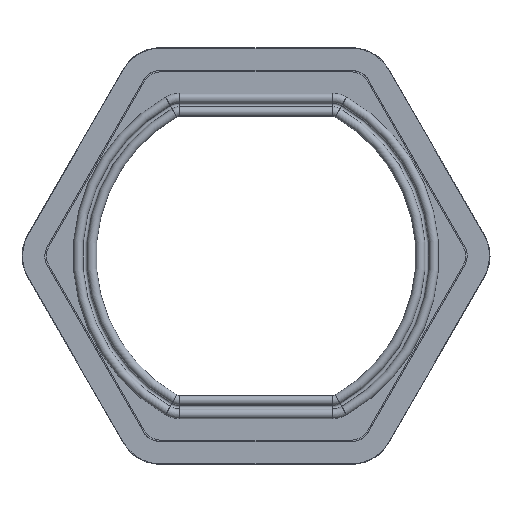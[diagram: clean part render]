
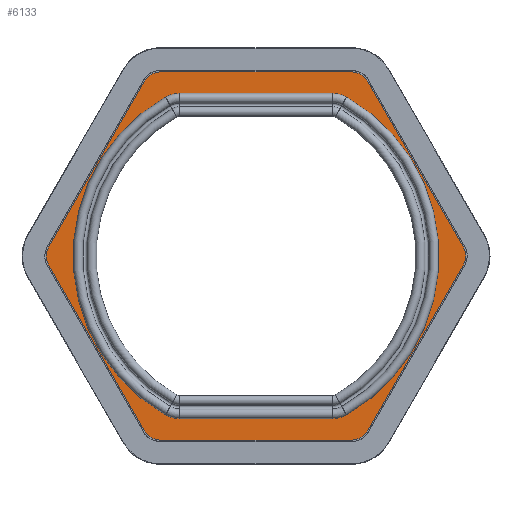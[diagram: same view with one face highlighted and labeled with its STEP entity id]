
A CAD part, front view. The second image highlights one B-rep face of the part: STEP entity #6133.
In plain terms, the highlighted planar face has unit normal (0, -1, 0).
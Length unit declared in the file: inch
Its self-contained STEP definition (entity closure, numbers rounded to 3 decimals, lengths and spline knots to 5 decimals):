
#1932=CARTESIAN_POINT('',(0.,0.,0.));
#1933=DIRECTION('',(0.,-1.,0.));
#1934=DIRECTION('',(0.495,0.,-0.869));
#1935=AXIS2_PLACEMENT_3D('',#1932,#1933,#1934);
#1947=CARTESIAN_POINT('',(-0.39187,0.,-0.67874));
#1948=DIRECTION('',(0.,-1.,0.));
#1949=DIRECTION('',(-0.866,0.,-0.5));
#1950=AXIS2_PLACEMENT_3D('',#1947,#1948,#1949);
#1952=DIRECTION('',(-0.5,0.,0.866));
#1953=VECTOR('',#1952,0.78374);
#1954=CARTESIAN_POINT('',(-0.45836,0.,-0.71713));
#1955=LINE('',#1954,#1953);
#1956=CARTESIAN_POINT('',(-0.78374,0.,0.));
#1957=DIRECTION('',(0.,-1.,0.));
#1958=DIRECTION('',(-0.866,0.,0.5));
#1959=AXIS2_PLACEMENT_3D('',#1956,#1957,#1958);
#1961=DIRECTION('',(0.5,0.,0.866));
#1962=VECTOR('',#1961,0.78374);
#1963=CARTESIAN_POINT('',(-0.85023,0.,0.03839));
#1964=LINE('',#1963,#1962);
#1965=CARTESIAN_POINT('',(-0.39187,0.,0.67874));
#1966=DIRECTION('',(0.,-1.,0.));
#1967=DIRECTION('',(0.,0.,1.));
#1968=AXIS2_PLACEMENT_3D('',#1965,#1966,#1967);
#1970=DIRECTION('',(1.,0.,0.));
#1971=VECTOR('',#1970,0.78374);
#1972=CARTESIAN_POINT('',(-0.39187,0.,0.75551));
#1973=LINE('',#1972,#1971);
#1974=CARTESIAN_POINT('',(0.39187,0.,0.67874));
#1975=DIRECTION('',(0.,-1.,0.));
#1976=DIRECTION('',(0.866,0.,0.5));
#1977=AXIS2_PLACEMENT_3D('',#1974,#1975,#1976);
#1979=DIRECTION('',(0.5,0.,-0.866));
#1980=VECTOR('',#1979,0.78374);
#1981=CARTESIAN_POINT('',(0.45836,0.,0.71713));
#1982=LINE('',#1981,#1980);
#1983=CARTESIAN_POINT('',(0.78374,0.,0.));
#1984=DIRECTION('',(0.,-1.,0.));
#1985=DIRECTION('',(0.866,0.,-0.5));
#1986=AXIS2_PLACEMENT_3D('',#1983,#1984,#1985);
#1988=DIRECTION('',(-0.5,0.,-0.866));
#1989=VECTOR('',#1988,0.78374);
#1990=CARTESIAN_POINT('',(0.85023,0.,-0.03839));
#1991=LINE('',#1990,#1989);
#1992=CARTESIAN_POINT('',(0.39187,0.,-0.67874));
#1993=DIRECTION('',(0.,-1.,0.));
#1994=DIRECTION('',(0.,0.,-1.));
#1995=AXIS2_PLACEMENT_3D('',#1992,#1993,#1994);
#1997=DIRECTION('',(-1.,0.,0.));
#1998=VECTOR('',#1997,0.78374);
#1999=CARTESIAN_POINT('',(0.39187,0.,-0.75551));
#2000=LINE('',#1999,#1998);
#2251=DIRECTION('',(1.,0.,0.));
#2252=VECTOR('',#2251,0.63025);
#2253=CARTESIAN_POINT('',(-0.31512,0.,-0.6673));
#2254=LINE('',#2253,#2252);
#2255=CARTESIAN_POINT('',(0.31512,0.,-0.55315));
#2256=DIRECTION('',(0.,-1.,0.));
#2257=DIRECTION('',(0.,0.,-1.));
#2258=AXIS2_PLACEMENT_3D('',#2255,#2256,#2257);
#2270=CARTESIAN_POINT('',(-0.31512,0.,-0.55315));
#2271=DIRECTION('',(0.,-1.,0.));
#2272=DIRECTION('',(-0.495,0.,-0.869));
#2273=AXIS2_PLACEMENT_3D('',#2270,#2271,#2272);
#2290=CARTESIAN_POINT('',(0.,0.,0.));
#2291=DIRECTION('',(0.,-1.,0.));
#2292=DIRECTION('',(-0.495,0.,0.869));
#2293=AXIS2_PLACEMENT_3D('',#2290,#2291,#2292);
#2305=CARTESIAN_POINT('',(-0.31512,0.,0.55315));
#2306=DIRECTION('',(0.,-1.,0.));
#2307=DIRECTION('',(0.,0.,1.));
#2308=AXIS2_PLACEMENT_3D('',#2305,#2306,#2307);
#2324=DIRECTION('',(-1.,0.,0.));
#2325=VECTOR('',#2324,0.63025);
#2326=CARTESIAN_POINT('',(0.31512,0.,0.6673));
#2327=LINE('',#2326,#2325);
#2333=CARTESIAN_POINT('',(0.31512,0.,0.55315));
#2334=DIRECTION('',(0.,-1.,0.));
#2335=DIRECTION('',(0.495,0.,0.869));
#2336=AXIS2_PLACEMENT_3D('',#2333,#2334,#2335);
#2615=CARTESIAN_POINT('',(-0.31512,0.,-0.6673));
#2616=CARTESIAN_POINT('',(0.31512,0.,-0.6673));
#2617=VERTEX_POINT('',#2615);
#2618=VERTEX_POINT('',#2616);
#2619=CARTESIAN_POINT('',(0.37163,0.,-0.65233));
#2620=VERTEX_POINT('',#2619);
#2623=CARTESIAN_POINT('',(0.37163,0.,0.65233));
#2624=VERTEX_POINT('',#2623);
#2627=CARTESIAN_POINT('',(0.31512,0.,0.6673));
#2628=VERTEX_POINT('',#2627);
#2633=CARTESIAN_POINT('',(-0.31512,0.,0.6673));
#2634=VERTEX_POINT('',#2633);
#2635=CARTESIAN_POINT('',(-0.37163,0.,0.65233));
#2636=VERTEX_POINT('',#2635);
#2639=CARTESIAN_POINT('',(-0.37163,0.,-0.65233));
#2640=VERTEX_POINT('',#2639);
#2643=CARTESIAN_POINT('',(-0.45836,0.,-0.71713));
#2644=CARTESIAN_POINT('',(-0.39187,0.,-0.75551));
#2645=VERTEX_POINT('',#2643);
#2646=VERTEX_POINT('',#2644);
#2647=CARTESIAN_POINT('',(-0.85023,0.,0.03839));
#2648=CARTESIAN_POINT('',(-0.85023,0.,-0.03839));
#2649=VERTEX_POINT('',#2647);
#2650=VERTEX_POINT('',#2648);
#2651=CARTESIAN_POINT('',(-0.39187,0.,0.75551));
#2652=CARTESIAN_POINT('',(-0.45836,0.,0.71713));
#2653=VERTEX_POINT('',#2651);
#2654=VERTEX_POINT('',#2652);
#2655=CARTESIAN_POINT('',(0.45836,0.,0.71713));
#2656=CARTESIAN_POINT('',(0.39187,0.,0.75551));
#2657=VERTEX_POINT('',#2655);
#2658=VERTEX_POINT('',#2656);
#2659=CARTESIAN_POINT('',(0.85023,0.,-0.03839));
#2660=CARTESIAN_POINT('',(0.85023,0.,0.03839));
#2661=VERTEX_POINT('',#2659);
#2662=VERTEX_POINT('',#2660);
#2663=CARTESIAN_POINT('',(0.39187,0.,-0.75551));
#2664=CARTESIAN_POINT('',(0.45836,0.,-0.71713));
#2665=VERTEX_POINT('',#2663);
#2666=VERTEX_POINT('',#2664);
#6085=CARTESIAN_POINT('',(0.,0.,0.));
#6086=DIRECTION('',(0.,1.,0.));
#6087=DIRECTION('',(1.,0.,0.));
#6088=AXIS2_PLACEMENT_3D('',#6085,#6086,#6087);
#6089=PLANE('',#6088);
#6091=ORIENTED_EDGE('',*,*,#6090,.F.);
#6093=ORIENTED_EDGE('',*,*,#6092,.T.);
#6095=ORIENTED_EDGE('',*,*,#6094,.F.);
#6097=ORIENTED_EDGE('',*,*,#6096,.T.);
#6099=ORIENTED_EDGE('',*,*,#6098,.F.);
#6101=ORIENTED_EDGE('',*,*,#6100,.T.);
#6103=ORIENTED_EDGE('',*,*,#6102,.F.);
#6105=ORIENTED_EDGE('',*,*,#6104,.T.);
#6107=ORIENTED_EDGE('',*,*,#6106,.F.);
#6109=ORIENTED_EDGE('',*,*,#6108,.T.);
#6111=ORIENTED_EDGE('',*,*,#6110,.F.);
#6113=ORIENTED_EDGE('',*,*,#6112,.T.);
#6114=EDGE_LOOP('',(#6091,#6093,#6095,#6097,#6099,#6101,#6103,#6105,#6107,#6109,
#6111,#6113));
#6115=FACE_OUTER_BOUND('',#6114,.F.);
#6117=ORIENTED_EDGE('',*,*,#6116,.T.);
#6119=ORIENTED_EDGE('',*,*,#6118,.T.);
#6120=ORIENTED_EDGE('',*,*,#6075,.T.);
#6122=ORIENTED_EDGE('',*,*,#6121,.T.);
#6124=ORIENTED_EDGE('',*,*,#6123,.T.);
#6126=ORIENTED_EDGE('',*,*,#6125,.T.);
#6128=ORIENTED_EDGE('',*,*,#6127,.T.);
#6130=ORIENTED_EDGE('',*,*,#6129,.T.);
#6131=EDGE_LOOP('',(#6117,#6119,#6120,#6122,#6124,#6126,#6128,#6130));
#6132=FACE_BOUND('',#6131,.F.);
#6133=ADVANCED_FACE('',(#6115,#6132),#6089,.F.);
#1936=CIRCLE('',#1935,0.75076);
#1951=CIRCLE('',#1950,0.07677);
#1960=CIRCLE('',#1959,0.07677);
#1969=CIRCLE('',#1968,0.07677);
#1978=CIRCLE('',#1977,0.07677);
#1987=CIRCLE('',#1986,0.07677);
#1996=CIRCLE('',#1995,0.07677);
#2259=CIRCLE('',#2258,0.11415);
#2274=CIRCLE('',#2273,0.11415);
#2294=CIRCLE('',#2293,0.75076);
#2309=CIRCLE('',#2308,0.11415);
#2337=CIRCLE('',#2336,0.11415);
#6075=EDGE_CURVE('',#2620,#2624,#1936,.T.);
#6090=EDGE_CURVE('',#2645,#2646,#1951,.T.);
#6092=EDGE_CURVE('',#2645,#2650,#1955,.T.);
#6094=EDGE_CURVE('',#2649,#2650,#1960,.T.);
#6096=EDGE_CURVE('',#2649,#2654,#1964,.T.);
#6098=EDGE_CURVE('',#2653,#2654,#1969,.T.);
#6100=EDGE_CURVE('',#2653,#2658,#1973,.T.);
#6102=EDGE_CURVE('',#2657,#2658,#1978,.T.);
#6104=EDGE_CURVE('',#2657,#2662,#1982,.T.);
#6106=EDGE_CURVE('',#2661,#2662,#1987,.T.);
#6108=EDGE_CURVE('',#2661,#2666,#1991,.T.);
#6110=EDGE_CURVE('',#2665,#2666,#1996,.T.);
#6112=EDGE_CURVE('',#2665,#2646,#2000,.T.);
#6116=EDGE_CURVE('',#2617,#2618,#2254,.T.);
#6118=EDGE_CURVE('',#2618,#2620,#2259,.T.);
#6121=EDGE_CURVE('',#2624,#2628,#2337,.T.);
#6123=EDGE_CURVE('',#2628,#2634,#2327,.T.);
#6125=EDGE_CURVE('',#2634,#2636,#2309,.T.);
#6127=EDGE_CURVE('',#2636,#2640,#2294,.T.);
#6129=EDGE_CURVE('',#2640,#2617,#2274,.T.);
